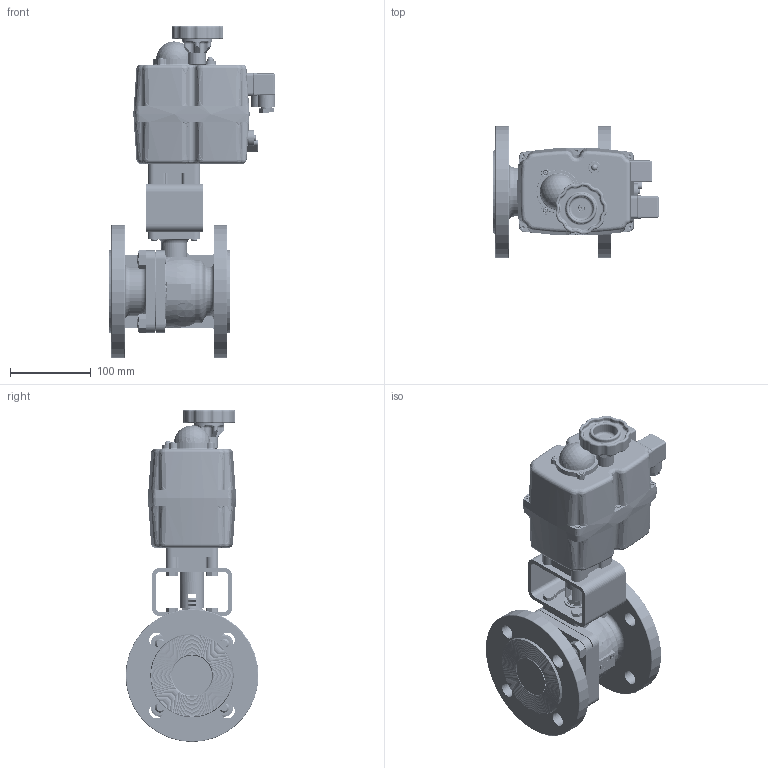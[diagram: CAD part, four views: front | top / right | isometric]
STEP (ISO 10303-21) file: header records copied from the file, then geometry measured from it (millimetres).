
FILE_DESCRIPTION(('STEP AP214'),'1');
FILE_NAME('valve_ake_168e-50-16-s55.stp','2018-03-02T09:35:48',('TraceParts'),('TraceParts S.A.'),'Spatial InterOp 3D',' ',' ');
FILE_SCHEMA(('automotive_design'));
Length unit declared in the file: millimetre
Products named in the file (58): valve_ake_168e-50-16-s55_1; valve_ake_168e-50-16-s55_2; valve_ake_168e-50-16-s55_3; valve_ake_168e-50-16-s55_4; valve_ake_168e-50-16-s55_5; valve_ake_168e-50-16-s55_6; valve_ake_168e-50-16-s55_7; valve_ake_168e-50-16-s55_8; valve_ake_168e-50-16-s55_9; valve_ake_168e-50-16-s55_10; valve_ake_168e-50-16-s55_11; valve_ake_168e-50-16-s55_12; valve_ake_168e-50-16-s55_13; valve_ake_168e-50-16-s55_14; valve_ake_168e-50-16-s55_15; valve_ake_168e-50-16-s55_16; valve_ake_168e-50-16-s55_17; valve_ake_168e-50-16-s55_18; valve_ake_168e-50-16-s55_19; valve_ake_168e-50-16-s55_20; valve_ake_168e-50-16-s55_21; valve_ake_168e-50-16-s55_22; ENG-022834|J+J_J3C_LH55-Konturvereinfachung-ENG-012851:1#ENG-012851;Volumenkörper15; valve_ake_168e-50-16-s55_24; valve_ake_168e-50-16-s55_25; valve_ake_168e-50-16-s55_26; valve_ake_168e-50-16-s55_27; valve_ake_168e-50-16-s55_28; valve_ake_168e-50-16-s55_29; valve_ake_168e-50-16-s55_30; valve_ake_168e-50-16-s55_31; valve_ake_168e-50-16-s55_32; valve_ake_168e-50-16-s55_33; valve_ake_168e-50-16-s55_34; valve_ake_168e-50-16-s55_35; valve_ake_168e-50-16-s55_36; valve_ake_168e-50-16-s55_37; valve_ake_168e-50-16-s55_38; valve_ake_168e-50-16-s55_39; valve_ake_168e-50-16-s55_40 ...
Bounding box: 206.45 x 165 x 412.25 mm (x, y, z)
Volume: 1798566.1 mm3; surface area: 516038.7 mm2
Topology: 57 solids, 58 shells, 5461 faces, 13225 edges, 7985 vertices
Faces by surface type: cylinder 1653, cone 1432, plane 1236, torus 812, bspline 188, sphere 140
Entity records: 239974 total; most frequent: CARTESIAN_POINT 65405, DIRECTION 29415, ORIENTED_EDGE 26230, EDGE_CURVE 13115, AXIS2_PLACEMENT_3D 12086, VERTEX_POINT 7984, CIRCLE 6703, EDGE_LOOP 5869
